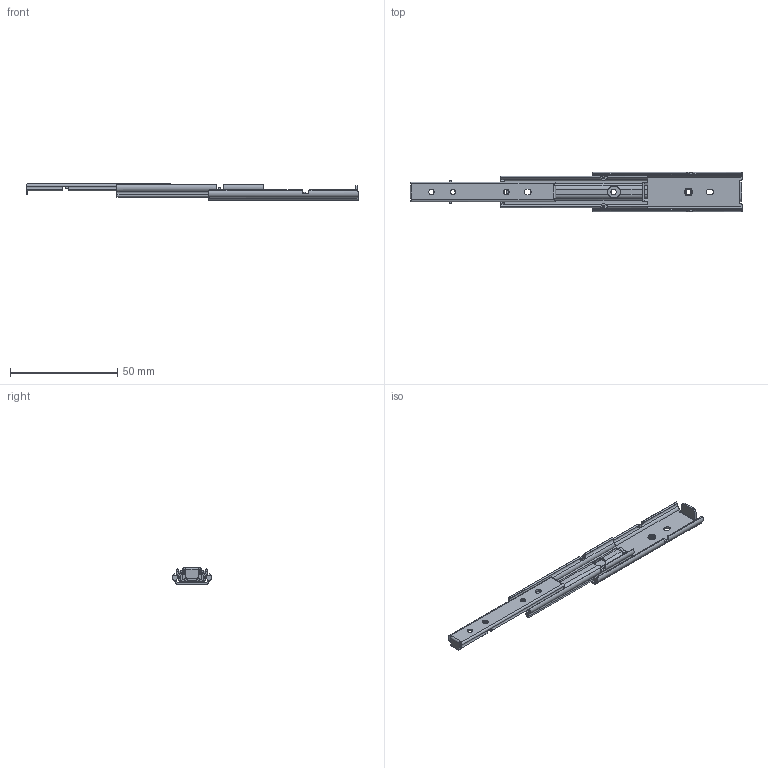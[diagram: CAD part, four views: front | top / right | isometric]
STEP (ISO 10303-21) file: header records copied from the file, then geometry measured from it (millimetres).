
FILE_DESCRIPTION (( 'STEP AP203' ), '1' );
FILE_NAME ('UC180-70.STEP', '2021-03-16T04:52:13', ( '' ), ( '' ), 'SwSTEP 2.0', 'SolidWorks 2019', '' );
FILE_SCHEMA (( 'CONFIG_CONTROL_DESIGN' ));
Length unit declared in the file: millimetre
Products named in the file (4): UC180-70 IM; UC180-70; UC180-70 OM; UC180-70 CM
Assembly tree (3 placements, depth 2):
  UC180-70
    UC180-70 OM
    UC180-70 CM
    UC180-70 IM
Bounding box: 155.1 x 18.3 x 7.5 mm (x, y, z)
Volume: 3353.4 mm3; surface area: 9024.3 mm2
Topology: 5 solids, 5 shells, 440 faces, 1272 edges, 842 vertices
Faces by surface type: cylinder 212, plane 190, torus 26, bspline 12
Entity records: 19024 total; most frequent: CARTESIAN_POINT 7206, ORIENTED_EDGE 2544, DIRECTION 2302, EDGE_CURVE 1272, VERTEX_POINT 842, AXIS2_PLACEMENT_3D 836, LINE 630, VECTOR 630
